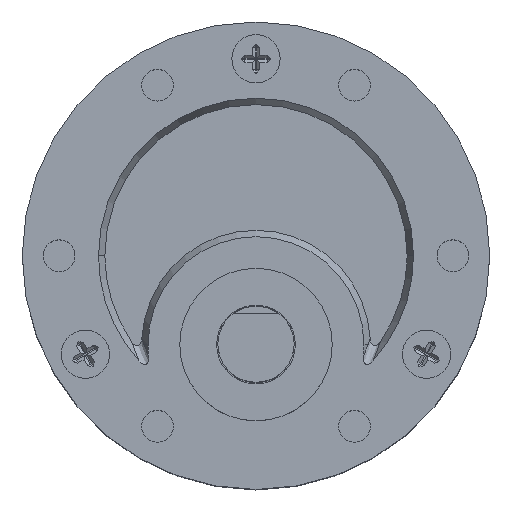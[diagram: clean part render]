
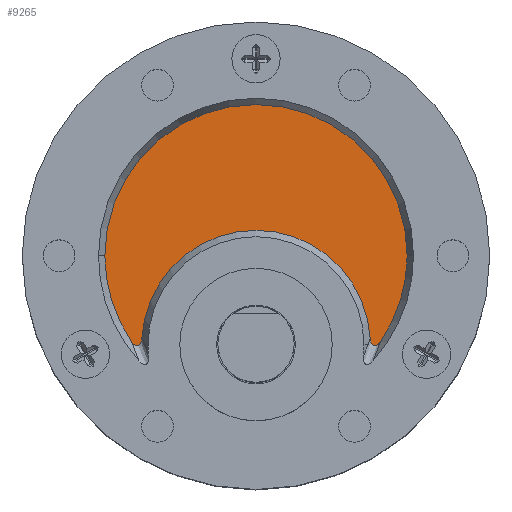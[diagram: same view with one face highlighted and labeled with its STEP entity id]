
A CAD part, top view. The second image highlights one B-rep face of the part: STEP entity #9265.
In plain terms, the highlighted planar face has unit normal (0, 0, 1).
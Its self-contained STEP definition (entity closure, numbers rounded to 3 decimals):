
#73 = EDGE_CURVE ( 'NONE', #8689, #8021, #732, .T. ) ;
#355 = CARTESIAN_POINT ( 'NONE',  ( 28.999, -6.878, 22.925 ) ) ;
#732 = B_SPLINE_CURVE_WITH_KNOTS ( 'NONE', 3,
 ( #3177, #3108, #10049, #5304, #9979, #7109, #12126, #1118, #4333, #7171, #8024, #10117 ),
 .UNSPECIFIED., .F., .F.,
 ( 4, 2, 2, 2, 2, 4 ),
 ( 0., 0., 0.001, 0.001, 0.001, 0.001 ),
 .UNSPECIFIED. ) ;
#805 = VERTEX_POINT ( 'NONE', #8730 ) ;
#1118 = CARTESIAN_POINT ( 'NONE',  ( 10.822, -6.927, 22.925 ) ) ;
#1564 = EDGE_CURVE ( 'NONE', #12555, #805, #8010, .T. ) ;
#1590 = ORIENTED_EDGE ( 'NONE', *, *, #73, .T. ) ;
#1656 = ORIENTED_EDGE ( 'NONE', *, *, #1988, .T. ) ;
#1859 = DIRECTION ( 'NONE',  ( 0., 0., 1. ) ) ;
#1987 = ORIENTED_EDGE ( 'NONE', *, *, #1564, .T. ) ;
#1988 = EDGE_CURVE ( 'NONE', #2805, #6762, #7459, .T. ) ;
#2402 = CARTESIAN_POINT ( 'NONE',  ( 29.727, -6.748, 22.925 ) ) ;
#2423 = CARTESIAN_POINT ( 'NONE',  ( 28.935, -6.73, 22.925 ) ) ;
#2641 = AXIS2_PLACEMENT_3D ( 'NONE', #9128, #10107, #11151 ) ;
#2805 = VERTEX_POINT ( 'NONE', #6577 ) ;
#2825 = EDGE_LOOP ( 'NONE', ( #6496, #1987, #10135, #1590, #3101, #1656 ) ) ;
#3021 = CARTESIAN_POINT ( 'NONE',  ( 10.938, -6.518, 22.925 ) ) ;
#3101 = ORIENTED_EDGE ( 'NONE', *, *, #8675, .F. ) ;
#3108 = CARTESIAN_POINT ( 'NONE',  ( 10.184, -6.836, 22.925 ) ) ;
#3127 = CARTESIAN_POINT ( 'NONE',  ( 28.912, -6.518, 22.925 ) ) ;
#3177 = CARTESIAN_POINT ( 'NONE',  ( 10.123, -6.748, 22.925 ) ) ;
#3189 = CARTESIAN_POINT ( 'NONE',  ( 29.411, -7.033, 22.925 ) ) ;
#3206 = DIRECTION ( 'NONE',  ( 0., 0., 1. ) ) ;
#3252 = CARTESIAN_POINT ( 'NONE',  ( 29.101, -7.004, 22.925 ) ) ;
#3337 = DIRECTION ( 'NONE',  ( 1., 0., 0. ) ) ;
#4280 = CARTESIAN_POINT ( 'NONE',  ( 29.251, -7.063, 22.925 ) ) ;
#4333 = CARTESIAN_POINT ( 'NONE',  ( 10.85, -6.88, 22.925 ) ) ;
#4822 = CARTESIAN_POINT ( 'NONE',  ( 19.925, 0., 22.925 ) ) ;
#4828 = CARTESIAN_POINT ( 'NONE',  ( 19.925, 0., 22.925 ) ) ;
#5091 = FACE_OUTER_BOUND ( 'NONE', #2825, .T. ) ;
#5304 = CARTESIAN_POINT ( 'NONE',  ( 10.432, -7.037, 22.925 ) ) ;
#5557 = EDGE_CURVE ( 'NONE', #6762, #12555, #5733, .T. ) ;
#5733 = CIRCLE ( 'NONE', #2641, 11.9 ) ;
#5992 = PLANE ( 'NONE',  #9552 ) ;
#6423 = CIRCLE ( 'NONE', #6453, 9. ) ;
#6453 = AXIS2_PLACEMENT_3D ( 'NONE', #8904, #12012, #9996 ) ;
#6496 = ORIENTED_EDGE ( 'NONE', *, *, #5557, .T. ) ;
#6577 = CARTESIAN_POINT ( 'NONE',  ( 28.912, -6.518, 22.925 ) ) ;
#6762 = VERTEX_POINT ( 'NONE', #2402 ) ;
#7004 = CARTESIAN_POINT ( 'NONE',  ( 10.123, -6.748, 22.925 ) ) ;
#7067 = CARTESIAN_POINT ( 'NONE',  ( 29.727, -6.748, 22.925 ) ) ;
#7109 = CARTESIAN_POINT ( 'NONE',  ( 10.701, -7.035, 22.925 ) ) ;
#7171 = CARTESIAN_POINT ( 'NONE',  ( 10.914, -6.732, 22.925 ) ) ;
#7360 = EDGE_CURVE ( 'NONE', #805, #8689, #8062, .T. ) ;
#7435 = AXIS2_PLACEMENT_3D ( 'NONE', #4822, #1859, #7983 ) ;
#7459 = B_SPLINE_CURVE_WITH_KNOTS ( 'NONE', 3,
 ( #3127, #12267, #2423, #355, #11306, #3252, #9086, #4280, #10136, #3189, #11179, #11243, #11108, #7067 ),
 .UNSPECIFIED., .F., .F.,
 ( 4, 2, 2, 2, 2, 2, 4 ),
 ( 0., 0., 0., 0.001, 0.001, 0.001, 0.001 ),
 .UNSPECIFIED. ) ;
#7810 = DIRECTION ( 'NONE',  ( 1., 0., 0. ) ) ;
#7983 = DIRECTION ( 'NONE',  ( 1., 0., 0. ) ) ;
#7989 = CARTESIAN_POINT ( 'NONE',  ( 19.925, 0., 22.925 ) ) ;
#8010 = CIRCLE ( 'NONE', #12577, 11.9 ) ;
#8021 = VERTEX_POINT ( 'NONE', #3021 ) ;
#8024 = CARTESIAN_POINT ( 'NONE',  ( 10.932, -6.625, 22.925 ) ) ;
#8038 = CARTESIAN_POINT ( 'NONE',  ( 31.825, 0., 22.925 ) ) ;
#8062 = CIRCLE ( 'NONE', #7435, 11.9 ) ;
#8675 = EDGE_CURVE ( 'NONE', #2805, #8021, #6423, .T. ) ;
#8689 = VERTEX_POINT ( 'NONE', #7004 ) ;
#8730 = CARTESIAN_POINT ( 'NONE',  ( 8.025, 0., 22.925 ) ) ;
#8904 = CARTESIAN_POINT ( 'NONE',  ( 19.925, -7., 22.925 ) ) ;
#9034 = DIRECTION ( 'NONE',  ( 0., 0., 1. ) ) ;
#9086 = CARTESIAN_POINT ( 'NONE',  ( 29.147, -7.034, 22.925 ) ) ;
#9128 = CARTESIAN_POINT ( 'NONE',  ( 19.925, 0., 22.925 ) ) ;
#9265 = ADVANCED_FACE ( 'NONE', ( #5091 ), #5992, .T. ) ;
#9552 = AXIS2_PLACEMENT_3D ( 'NONE', #7989, #3206, #3337 ) ;
#9979 = CARTESIAN_POINT ( 'NONE',  ( 10.543, -7.077, 22.925 ) ) ;
#9996 = DIRECTION ( 'NONE',  ( -1., 0., 0. ) ) ;
#10049 = CARTESIAN_POINT ( 'NONE',  ( 10.257, -6.917, 22.925 ) ) ;
#10107 = DIRECTION ( 'NONE',  ( 0., 0., 1. ) ) ;
#10117 = CARTESIAN_POINT ( 'NONE',  ( 10.938, -6.518, 22.925 ) ) ;
#10135 = ORIENTED_EDGE ( 'NONE', *, *, #7360, .T. ) ;
#10136 = CARTESIAN_POINT ( 'NONE',  ( 29.307, -7.061, 22.925 ) ) ;
#11108 = CARTESIAN_POINT ( 'NONE',  ( 29.666, -6.836, 22.925 ) ) ;
#11151 = DIRECTION ( 'NONE',  ( 1., 0., 0. ) ) ;
#11179 = CARTESIAN_POINT ( 'NONE',  ( 29.46, -7.008, 22.925 ) ) ;
#11243 = CARTESIAN_POINT ( 'NONE',  ( 29.593, -6.918, 22.925 ) ) ;
#11306 = CARTESIAN_POINT ( 'NONE',  ( 29.027, -6.925, 22.925 ) ) ;
#12012 = DIRECTION ( 'NONE',  ( 0., 0., 1. ) ) ;
#12126 = CARTESIAN_POINT ( 'NONE',  ( 10.748, -7.005, 22.925 ) ) ;
#12267 = CARTESIAN_POINT ( 'NONE',  ( 28.918, -6.625, 22.925 ) ) ;
#12555 = VERTEX_POINT ( 'NONE', #8038 ) ;
#12577 = AXIS2_PLACEMENT_3D ( 'NONE', #4828, #9034, #7810 ) ;
